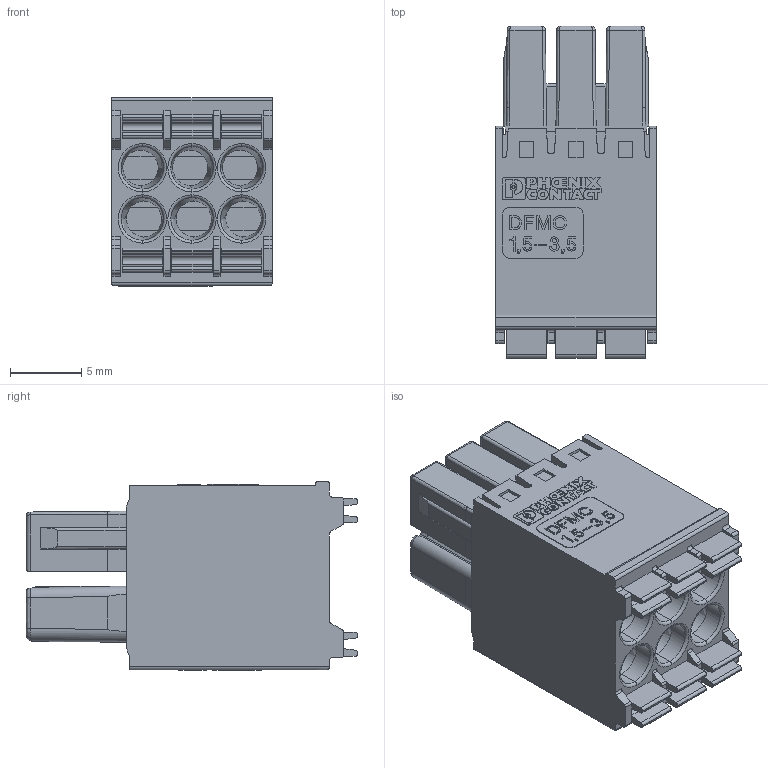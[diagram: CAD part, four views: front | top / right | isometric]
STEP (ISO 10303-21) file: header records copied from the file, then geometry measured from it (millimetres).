
FILE_DESCRIPTION(('Creo Elements/Direct Modeling STEP Export'),'2;1');
FILE_NAME('model.stp','2020-04-15T 0:29:48',(''),(''),'Creo Elements/Direct Modeling STEP processor for AP214 (Solid Model)','Creo Elements/Direct Modeling 20.1A 29-Sep-2018 (C) Parametric Technology GmbH','');
FILE_SCHEMA(('AUTOMOTIVE_DESIGN { 1 0 10303 214 1 1 1 1 }'));
Products named in the file (2): DFMC_1.5-3-ST-3.5
Assembly tree (1 placements, depth 2):
  DFMC_1.5-3-ST-3.5
    DFMC_1.5-3-ST-3.5
Bounding box: 11.3 x 23.35 x 13.3 mm (x, y, z)
Volume: 2255.3 mm3; surface area: 2407.8 mm2
Topology: 1 solids, 1 shells, 1521 faces, 4203 edges, 2748 vertices
Faces by surface type: plane 1191, cylinder 199, extrusion 43, bspline 40, cone 36, torus 12
Entity records: 65149 total; most frequent: CARTESIAN_POINT 14943, ORIENTED_EDGE 8382, DIRECTION 7096, EDGE_CURVE 4191, VECTOR 3562, LINE 3519, VERTEX_POINT 2748, AXIS2_PLACEMENT_3D 1767
